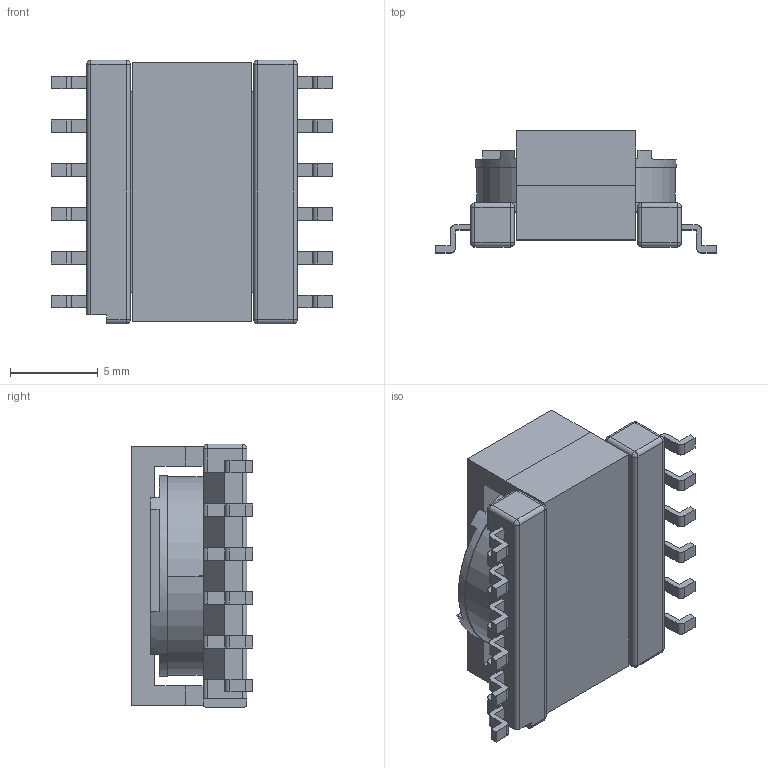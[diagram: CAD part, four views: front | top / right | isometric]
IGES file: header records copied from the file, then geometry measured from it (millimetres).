
Start section: SolidWorks IGES file using analytic representation for surfaces
Global section: file name: ER14.5_4477.IGS; native system: SolidWorks 2017; preprocessor: SolidWorks 2017; author: tisha.pedersen; date: 190131.144912; units: millimetre
Bounding box: 16 x 6.93 x 15 mm (x, y, z)
Surface area: 1719.7 mm2 (no closed solid volume)
Topology: 0 solids, 0 shells, 289 faces, 2119 edges, 2101 vertices
Faces by surface type: bspline 202, revolution 87
